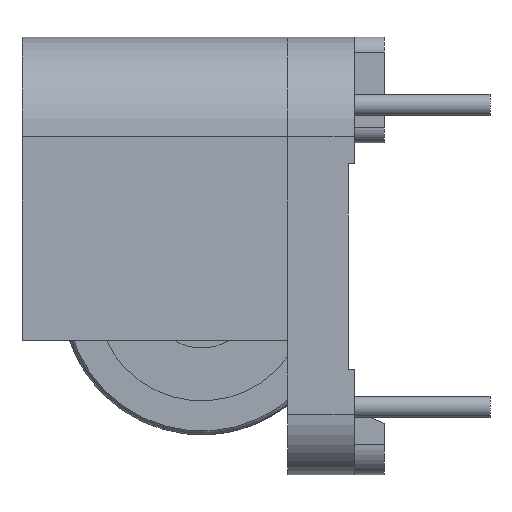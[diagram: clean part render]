
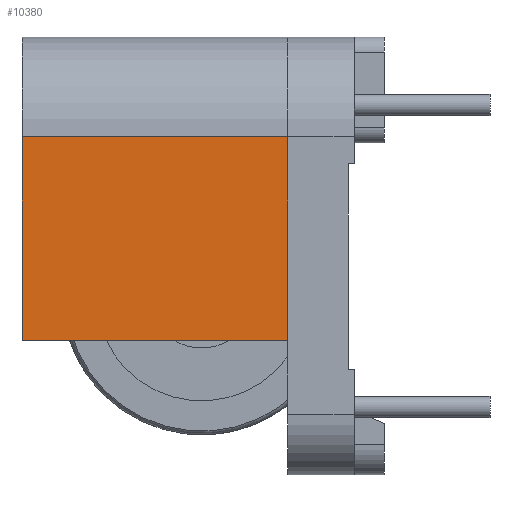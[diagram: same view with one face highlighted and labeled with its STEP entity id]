
A CAD part, left-side view. The second image highlights one B-rep face of the part: STEP entity #10380.
In plain terms, the highlighted planar face has unit normal (-1, 0, 0).
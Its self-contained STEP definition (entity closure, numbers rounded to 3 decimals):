
#13 = EDGE_CURVE ( 'NONE', #13893, #2261, #14452, .T. ) ;
#428 = CARTESIAN_POINT ( 'NONE',  ( -18.873, -15.946, 4.775 ) ) ;
#1771 = LINE ( 'NONE', #12875, #8634 ) ;
#1998 = VECTOR ( 'NONE', #3936, 1000. ) ;
#2261 = VERTEX_POINT ( 'NONE', #11334 ) ;
#2809 = CARTESIAN_POINT ( 'NONE',  ( -18.873, -15.946, -4.775 ) ) ;
#2889 = VERTEX_POINT ( 'NONE', #4625 ) ;
#2944 = ORIENTED_EDGE ( 'NONE', *, *, #13, .T. ) ;
#3936 = DIRECTION ( 'NONE',  ( 0., 0., -1. ) ) ;
#4339 = VERTEX_POINT ( 'NONE', #2809 ) ;
#4508 = DIRECTION ( 'NONE',  ( 0., 1., 0. ) ) ;
#4625 = CARTESIAN_POINT ( 'NONE',  ( -18.873, -24.746, -4.775 ) ) ;
#4748 = EDGE_CURVE ( 'NONE', #13893, #2889, #15041, .T. ) ;
#5887 = ORIENTED_EDGE ( 'NONE', *, *, #12737, .F. ) ;
#6753 = CARTESIAN_POINT ( 'NONE',  ( -18.873, -15.946, 1.975 ) ) ;
#7157 = VECTOR ( 'NONE', #4508, 1000. ) ;
#7495 = DIRECTION ( 'NONE',  ( 0., 0., -1. ) ) ;
#7624 = EDGE_LOOP ( 'NONE', ( #12696, #2944, #5887, #8637 ) ) ;
#8010 = DIRECTION ( 'NONE',  ( 0., -1., 0. ) ) ;
#8156 = CARTESIAN_POINT ( 'NONE',  ( -18.873, -24.746, 1.975 ) ) ;
#8339 = EDGE_CURVE ( 'NONE', #4339, #2889, #1771, .T. ) ;
#8634 = VECTOR ( 'NONE', #8010, 1000. ) ;
#8637 = ORIENTED_EDGE ( 'NONE', *, *, #8339, .T. ) ;
#8752 = DIRECTION ( 'NONE',  ( 0., 0., 1. ) ) ;
#8787 = CARTESIAN_POINT ( 'NONE',  ( -18.873, -15.946, 4.775 ) ) ;
#8852 = FACE_OUTER_BOUND ( 'NONE', #7624, .T. ) ;
#9859 = CARTESIAN_POINT ( 'NONE',  ( -18.873, -24.746, 4.775 ) ) ;
#10380 = ADVANCED_FACE ( 'NONE', ( #8852 ), #10745, .F. ) ;
#10745 = PLANE ( 'NONE',  #11083 ) ;
#11083 = AXIS2_PLACEMENT_3D ( 'NONE', #8787, #13508, #7495 ) ;
#11334 = CARTESIAN_POINT ( 'NONE',  ( -18.873, -15.946, 1.975 ) ) ;
#12696 = ORIENTED_EDGE ( 'NONE', *, *, #4748, .F. ) ;
#12737 = EDGE_CURVE ( 'NONE', #4339, #2261, #12982, .T. ) ;
#12875 = CARTESIAN_POINT ( 'NONE',  ( -18.873, -15.946, -4.775 ) ) ;
#12982 = LINE ( 'NONE', #428, #14294 ) ;
#13508 = DIRECTION ( 'NONE',  ( 1., 0., 0. ) ) ;
#13893 = VERTEX_POINT ( 'NONE', #8156 ) ;
#14294 = VECTOR ( 'NONE', #8752, 1000. ) ;
#14452 = LINE ( 'NONE', #6753, #7157 ) ;
#15041 = LINE ( 'NONE', #9859, #1998 ) ;
